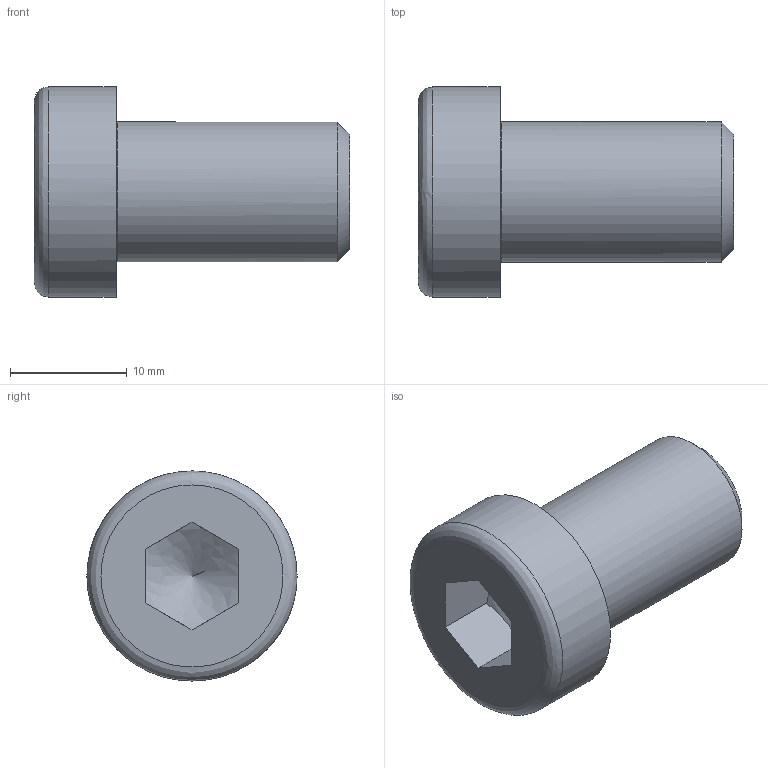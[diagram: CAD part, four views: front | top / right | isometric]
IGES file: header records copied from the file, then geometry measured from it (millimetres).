
Global section: file name: 201220; native system: Autodesk Inventor 2021; preprocessor: unknown; author: aluteckkpl_kk; date: 20230120.073625; units: millimetre
Bounding box: 27 x 18 x 18 mm (x, y, z)
Volume: 3671.3 mm3; surface area: 1756.1 mm2
Topology: 1 solids, 1 shells, 15 faces, 41 edges, 29 vertices
Faces by surface type: bspline 15
